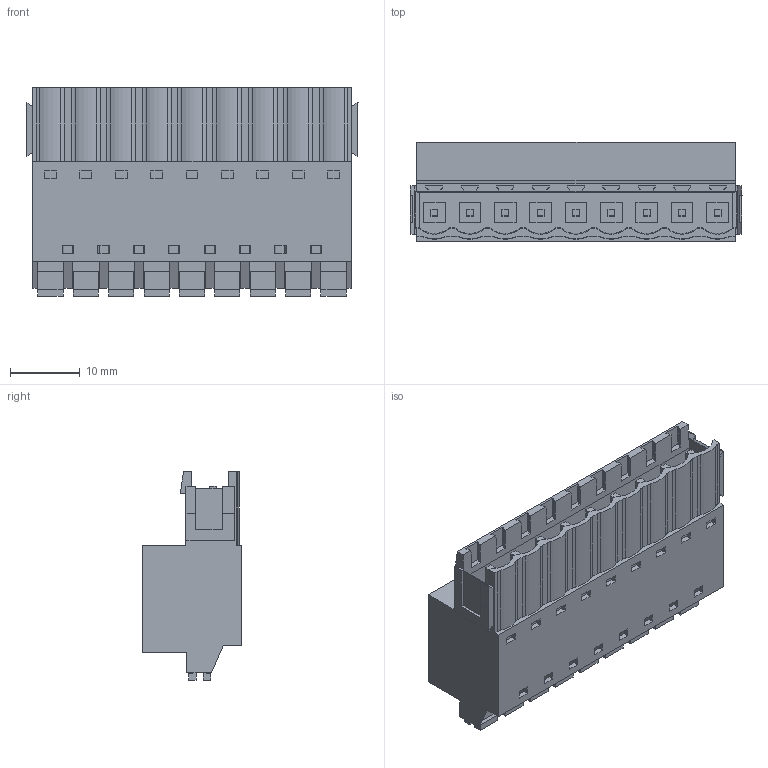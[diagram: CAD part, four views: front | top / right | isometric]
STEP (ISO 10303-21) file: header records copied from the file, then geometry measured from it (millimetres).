
FILE_DESCRIPTION(('CATIA V5 STEP Exchange','CAx-IF Rec.Pracs.--- Model Styling and Organization---1.4--- 2014-01-23'),'2;1');
FILE_NAME ('D1532861_0_1335920000_1335920000.stp','2022-05-18T09:49:53+00:00',('none'),('Weidmueller'),'CATIA Version 5-6 Release 2016 SP3 HF44','CATIA V5 STEP AP214','none');
FILE_SCHEMA(('AUTOMOTIVE_DESIGN { 1 0 10303 214 1 1 1 1 }'));
Length unit declared in the file: millimetre
Products named in the file (1): 1335920000
Bounding box: 47.67 x 14.2 x 29.93 mm (x, y, z)
Volume: 10137.2 mm3; surface area: 9144.1 mm2
Topology: 19 solids, 19 shells, 907 faces, 2396 edges, 1570 vertices
Faces by surface type: plane 808, cylinder 81, extrusion 18
Entity records: 27146 total; most frequent: CARTESIAN_POINT 5765, ORIENTED_EDGE 4792, DIRECTION 3594, EDGE_CURVE 2396, VECTOR 2223, LINE 2205, VERTEX_POINT 1570, EDGE_LOOP 1000
